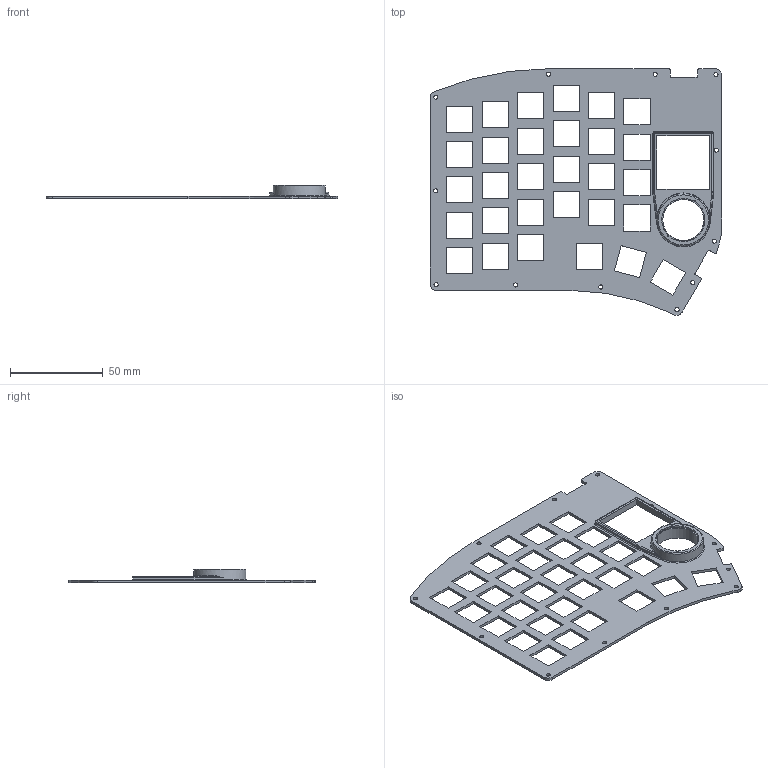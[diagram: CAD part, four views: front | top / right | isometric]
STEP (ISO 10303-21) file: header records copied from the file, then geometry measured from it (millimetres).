
FILE_DESCRIPTION(/* description */ (''),/* implementation_level */ '2;1');
FILE_NAME(/* name */ 'Case_Plate_L.step',/* time_stamp */ '2022-05-14T06:14:01+01:00',/* author */ (''),/* organization */ (''),/* preprocessor_version */ 'ST-DEVELOPER v18.1',/* originating_system */ 'Autodesk Translation Framework v10.14.0.1471',/* authorisation */ '');
FILE_SCHEMA (('AUTOMOTIVE_DESIGN { 1 0 10303 214 3 1 1 }'));
Length unit declared in the file: millimetre
Products named in the file (1): Case_Plate
Bounding box: 156.91 x 132.65 x 7.5 mm (x, y, z)
Volume: 19048.2 mm3; surface area: 27651.8 mm2
Topology: 1 solids, 1 shells, 214 faces, 609 edges, 397 vertices
Faces by surface type: plane 151, cylinder 50, torus 9, bspline 2, sphere 2
Full cylindrical faces by diameter (mm): 2.2 x12, 22 x1, 28 x1
Entity records: 7192 total; most frequent: CARTESIAN_POINT 1338, ORIENTED_EDGE 1214, DIRECTION 1142, EDGE_CURVE 607, LINE 486, VECTOR 486, VERTEX_POINT 397, AXIS2_PLACEMENT_3D 328
